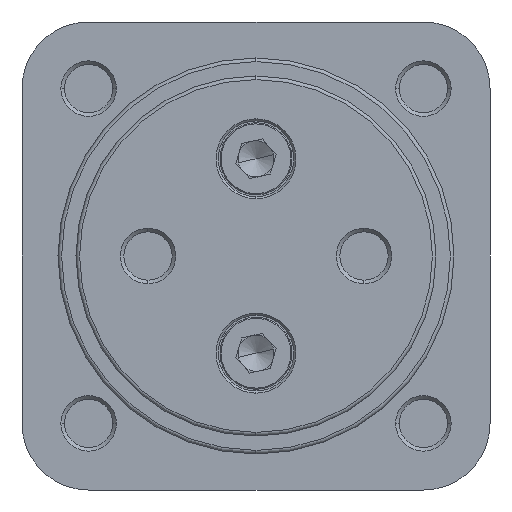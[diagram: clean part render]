
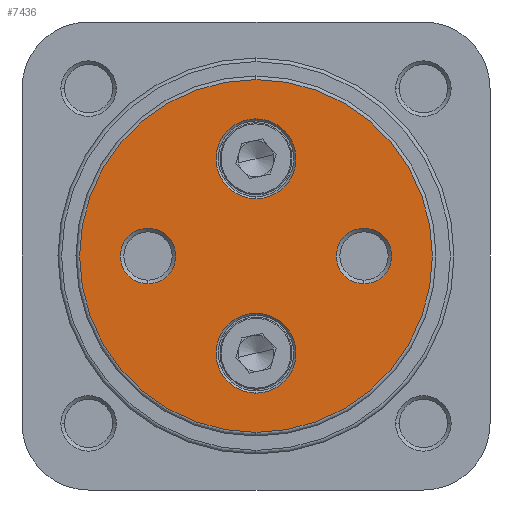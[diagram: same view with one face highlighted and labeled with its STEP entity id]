
A CAD part, left-side view. The second image highlights one B-rep face of the part: STEP entity #7436.
In plain terms, the highlighted planar face has unit normal (-1, 0, 0).
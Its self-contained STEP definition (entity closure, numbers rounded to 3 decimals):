
#1123 = CIRCLE ( 'NONE', #6657, 5.55 ) ;
#1124 = CIRCLE ( 'NONE', #6658, 24.5 ) ;
#1128 = CIRCLE ( 'NONE', #6662, 5.55 ) ;
#1129 = CIRCLE ( 'NONE', #6663, 3.85 ) ;
#1137 = CIRCLE ( 'NONE', #6669, 3.85 ) ;
#1193 = CIRCLE ( 'NONE', #6684, 3.85 ) ;
#1213 = CIRCLE ( 'NONE', #6685, 5.55 ) ;
#1233 = CIRCLE ( 'NONE', #6698, 24.5 ) ;
#1263 = CIRCLE ( 'NONE', #6716, 5.55 ) ;
#1277 = CIRCLE ( 'NONE', #6724, 3.85 ) ;
#2064 = FACE_BOUND ( 'NONE', #4422, .T. ) ;
#2066 = FACE_OUTER_BOUND ( 'NONE', #7809, .T. ) ;
#2067 = FACE_BOUND ( 'NONE', #4418, .T. ) ;
#2069 = FACE_BOUND ( 'NONE', #7881, .T. ) ;
#2071 = FACE_BOUND ( 'NONE', #4423, .T. ) ;
#3343 = PLANE ( 'NONE',  #6905 ) ;
#3350 = CARTESIAN_POINT ( 'NONE',  ( 0., 0., 0. ) ) ;
#3359 = DIRECTION ( 'NONE',  ( 1., 0., 0. ) ) ;
#3360 = DIRECTION ( 'NONE',  ( 0., 0., -1. ) ) ;
#4418 = EDGE_LOOP ( 'NONE', ( #4503, #4509 ) ) ;
#4422 = EDGE_LOOP ( 'NONE', ( #4488, #4499 ) ) ;
#4423 = EDGE_LOOP ( 'NONE', ( #4493, #4521 ) ) ;
#4478 = ORIENTED_EDGE ( 'NONE', *, *, #6141, .T. ) ;
#4488 = ORIENTED_EDGE ( 'NONE', *, *, #6124, .T. ) ;
#4493 = ORIENTED_EDGE ( 'NONE', *, *, #6112, .T. ) ;
#4496 = ORIENTED_EDGE ( 'NONE', *, *, #6164, .T. ) ;
#4499 = ORIENTED_EDGE ( 'NONE', *, *, #6065, .T. ) ;
#4501 = ORIENTED_EDGE ( 'NONE', *, *, #6066, .T. ) ;
#4503 = ORIENTED_EDGE ( 'NONE', *, *, #6175, .T. ) ;
#4509 = ORIENTED_EDGE ( 'NONE', *, *, #6071, .T. ) ;
#4514 = ORIENTED_EDGE ( 'NONE', *, *, #6070, .T. ) ;
#4521 = ORIENTED_EDGE ( 'NONE', *, *, #6077, .T. ) ;
#4764 = VERTEX_POINT ( 'NONE', #5280 ) ;
#4765 = VERTEX_POINT ( 'NONE', #5281 ) ;
#4786 = VERTEX_POINT ( 'NONE', #5302 ) ;
#4787 = VERTEX_POINT ( 'NONE', #5303 ) ;
#4790 = VERTEX_POINT ( 'NONE', #5306 ) ;
#4791 = VERTEX_POINT ( 'NONE', #5307 ) ;
#4818 = VERTEX_POINT ( 'NONE', #5334 ) ;
#4819 = VERTEX_POINT ( 'NONE', #5335 ) ;
#4822 = VERTEX_POINT ( 'NONE', #5338 ) ;
#4823 = VERTEX_POINT ( 'NONE', #5339 ) ;
#5280 = CARTESIAN_POINT ( 'NONE',  ( 0., 0., 24.5 ) ) ;
#5281 = CARTESIAN_POINT ( 'NONE',  ( 0., 0., -24.5 ) ) ;
#5302 = CARTESIAN_POINT ( 'NONE',  ( 0., 0., 7.95 ) ) ;
#5303 = CARTESIAN_POINT ( 'NONE',  ( 0., 0., 19.05 ) ) ;
#5306 = CARTESIAN_POINT ( 'NONE',  ( 0., 0., -19.05 ) ) ;
#5307 = CARTESIAN_POINT ( 'NONE',  ( 0., 0., -7.95 ) ) ;
#5334 = CARTESIAN_POINT ( 'NONE',  ( 0., 15., -3.85 ) ) ;
#5335 = CARTESIAN_POINT ( 'NONE',  ( 0., 15., 3.85 ) ) ;
#5338 = CARTESIAN_POINT ( 'NONE',  ( 0., -15., -3.85 ) ) ;
#5339 = CARTESIAN_POINT ( 'NONE',  ( 0., -15., 3.85 ) ) ;
#5586 = CARTESIAN_POINT ( 'NONE',  ( 0., 0., -13.5 ) ) ;
#5587 = DIRECTION ( 'NONE',  ( 1., 0., 0. ) ) ;
#5588 = DIRECTION ( 'NONE',  ( 0., 0., -1. ) ) ;
#5589 = CARTESIAN_POINT ( 'NONE',  ( 0., 0., 0. ) ) ;
#5590 = DIRECTION ( 'NONE',  ( -1., 0., 0. ) ) ;
#5591 = DIRECTION ( 'NONE',  ( 0., 0., -1. ) ) ;
#5601 = CARTESIAN_POINT ( 'NONE',  ( 0., 0., 13.5 ) ) ;
#5602 = DIRECTION ( 'NONE',  ( 1., 0., 0. ) ) ;
#5603 = DIRECTION ( 'NONE',  ( 0., 0., -1. ) ) ;
#5604 = CARTESIAN_POINT ( 'NONE',  ( 0., 15., 0. ) ) ;
#5605 = DIRECTION ( 'NONE',  ( 1., 0., 0. ) ) ;
#5606 = DIRECTION ( 'NONE',  ( 0., 0., -1. ) ) ;
#5623 = CARTESIAN_POINT ( 'NONE',  ( 0., -15., 0. ) ) ;
#5624 = DIRECTION ( 'NONE',  ( 1., 0., 0. ) ) ;
#5625 = DIRECTION ( 'NONE',  ( 0., 0., -1. ) ) ;
#5706 = CARTESIAN_POINT ( 'NONE',  ( 0., -15., 0. ) ) ;
#5707 = DIRECTION ( 'NONE',  ( 1., 0., 0. ) ) ;
#5708 = DIRECTION ( 'NONE',  ( 0., 0., -1. ) ) ;
#5734 = CARTESIAN_POINT ( 'NONE',  ( 0., 0., -13.5 ) ) ;
#5735 = DIRECTION ( 'NONE',  ( 1., 0., 0. ) ) ;
#5736 = DIRECTION ( 'NONE',  ( 0., 0., -1. ) ) ;
#5773 = CARTESIAN_POINT ( 'NONE',  ( 0., 0., 0. ) ) ;
#5780 = DIRECTION ( 'NONE',  ( -1., 0., 0. ) ) ;
#5781 = DIRECTION ( 'NONE',  ( 0., 0., -1. ) ) ;
#5842 = CARTESIAN_POINT ( 'NONE',  ( 0., 0., 13.5 ) ) ;
#5843 = DIRECTION ( 'NONE',  ( 1., 0., 0. ) ) ;
#5844 = DIRECTION ( 'NONE',  ( 0., 0., -1. ) ) ;
#5873 = CARTESIAN_POINT ( 'NONE',  ( 0., 15., 0. ) ) ;
#5874 = DIRECTION ( 'NONE',  ( 1., 0., 0. ) ) ;
#5875 = DIRECTION ( 'NONE',  ( 0., 0., -1. ) ) ;
#6065 = EDGE_CURVE ( 'NONE', #4790, #4791, #1123, .T. ) ;
#6066 = EDGE_CURVE ( 'NONE', #4765, #4764, #1124, .T. ) ;
#6070 = EDGE_CURVE ( 'NONE', #4786, #4787, #1128, .T. ) ;
#6071 = EDGE_CURVE ( 'NONE', #4818, #4819, #1129, .T. ) ;
#6077 = EDGE_CURVE ( 'NONE', #4822, #4823, #1137, .T. ) ;
#6112 = EDGE_CURVE ( 'NONE', #4823, #4822, #1193, .T. ) ;
#6124 = EDGE_CURVE ( 'NONE', #4791, #4790, #1213, .T. ) ;
#6141 = EDGE_CURVE ( 'NONE', #4764, #4765, #1233, .T. ) ;
#6164 = EDGE_CURVE ( 'NONE', #4787, #4786, #1263, .T. ) ;
#6175 = EDGE_CURVE ( 'NONE', #4819, #4818, #1277, .T. ) ;
#6657 = AXIS2_PLACEMENT_3D ( 'NONE', #5586, #5587, #5588 ) ;
#6658 = AXIS2_PLACEMENT_3D ( 'NONE', #5589, #5590, #5591 ) ;
#6662 = AXIS2_PLACEMENT_3D ( 'NONE', #5601, #5602, #5603 ) ;
#6663 = AXIS2_PLACEMENT_3D ( 'NONE', #5604, #5605, #5606 ) ;
#6669 = AXIS2_PLACEMENT_3D ( 'NONE', #5623, #5624, #5625 ) ;
#6684 = AXIS2_PLACEMENT_3D ( 'NONE', #5706, #5707, #5708 ) ;
#6685 = AXIS2_PLACEMENT_3D ( 'NONE', #5734, #5735, #5736 ) ;
#6698 = AXIS2_PLACEMENT_3D ( 'NONE', #5773, #5780, #5781 ) ;
#6716 = AXIS2_PLACEMENT_3D ( 'NONE', #5842, #5843, #5844 ) ;
#6724 = AXIS2_PLACEMENT_3D ( 'NONE', #5873, #5874, #5875 ) ;
#6905 = AXIS2_PLACEMENT_3D ( 'NONE', #3350, #3359, #3360 ) ;
#7436 = ADVANCED_FACE ( 'NONE', ( #2066, #2064, #2069, #2071, #2067 ), #3343, .F. ) ;
#7809 = EDGE_LOOP ( 'NONE', ( #4501, #4478 ) ) ;
#7881 = EDGE_LOOP ( 'NONE', ( #4496, #4514 ) ) ;
